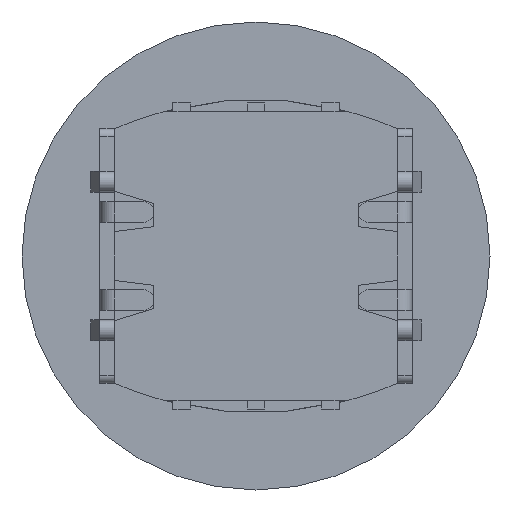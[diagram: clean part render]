
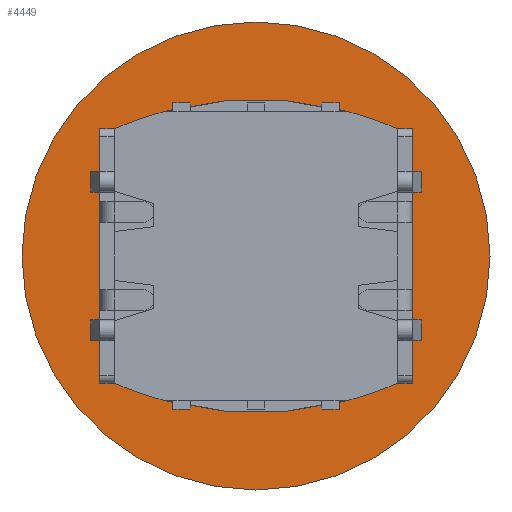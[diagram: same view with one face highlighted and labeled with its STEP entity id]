
A CAD part, front view. The second image highlights one B-rep face of the part: STEP entity #4449.
In plain terms, the highlighted planar face has unit normal (0, -1, 0).
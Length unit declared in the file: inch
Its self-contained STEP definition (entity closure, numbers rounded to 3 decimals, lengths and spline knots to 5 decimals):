
#261=CIRCLE('',#4881,0.31496);
#262=CIRCLE('',#4883,0.17717);
#1307=ORIENTED_EDGE('',*,*,#2078,.F.);
#1308=ORIENTED_EDGE('',*,*,#2077,.T.);
#2077=EDGE_CURVE('',#2548,#2548,#261,.T.);
#2078=EDGE_CURVE('',#2549,#2549,#262,.T.);
#2548=VERTEX_POINT('',#7306);
#2549=VERTEX_POINT('',#7309);
#3785=EDGE_LOOP('',(#1307));
#3786=EDGE_LOOP('',(#1308));
#4044=FACE_BOUND('',#3785,.T.);
#4045=FACE_BOUND('',#3786,.T.);
#4219=PLANE('',#4882);
#4449=ADVANCED_FACE('',(#4044,#4045),#4219,.F.);
#4881=AXIS2_PLACEMENT_3D('',#7305,#5988,#5989);
#4882=AXIS2_PLACEMENT_3D('',#7307,#5990,#5991);
#4883=AXIS2_PLACEMENT_3D('',#7308,#5992,#5993);
#5988=DIRECTION('',(0.,-1.,0.));
#5989=DIRECTION('',(0.,0.,-1.));
#5990=DIRECTION('',(0.,1.,0.));
#5991=DIRECTION('',(0.,0.,1.));
#5992=DIRECTION('',(0.,-1.,0.));
#5993=DIRECTION('',(0.,0.,-1.));
#7305=CARTESIAN_POINT('',(0.,0.,0.));
#7306=CARTESIAN_POINT('',(0.,0.,-0.31496));
#7307=CARTESIAN_POINT('',(-0.10662,0.,0.0188));
#7308=CARTESIAN_POINT('',(0.,0.,0.));
#7309=CARTESIAN_POINT('',(0.,0.,-0.17717));
